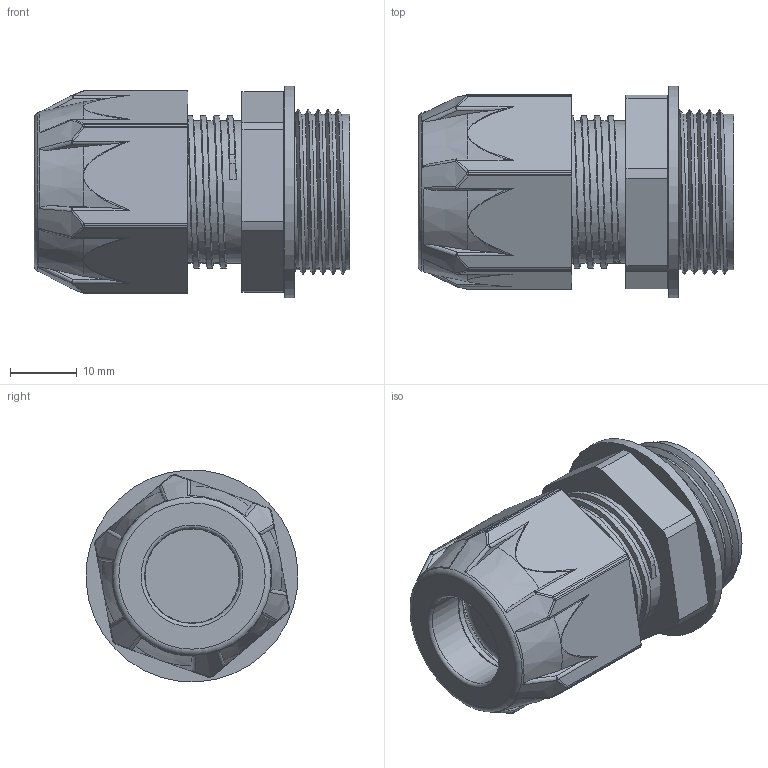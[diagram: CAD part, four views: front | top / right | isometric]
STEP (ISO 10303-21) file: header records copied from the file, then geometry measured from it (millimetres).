
FILE_DESCRIPTION(/* description */ ('Euro-Top-X-4.Generation M25x1,5, Ex e'),/* implementation_level */ '2;1');
FILE_NAME(/* name */ '85080522M25X4HISI-RST.stp',/* time_stamp */ '2021-05-03T14:58:15+02:00',/* author */ ('sl'),/* organization */ (''),/* preprocessor_version */ 'ST-DEVELOPER v16.5',/* originating_system */ 'Autodesk Inventor 2017',/* authorisation */ '');
FILE_SCHEMA (('AUTOMOTIVE_DESIGN { 1 0 10303 214 3 1 1 }'));
Length unit declared in the file: millimetre
Products named in the file (6): 85080522M25X4HISI; 85080522M25X4HI; 85080522M25X4HISI_1; 85080522M25X4HI_1; 85080522M25X4HISI_2; 85080522M32X4HI
Assembly tree (5 placements, depth 2):
  85080522M25X4HISI
    85080522M25X4HI
    85080522M25X4HISI_1
    85080522M25X4HI_1
    85080522M25X4HISI_2
    85080522M32X4HI
Bounding box: 47.41 x 31.78 x 31.78 mm (x, y, z)
Volume: 9125.9 mm3; surface area: 14383.5 mm2
Topology: 4 solids, 5 shells, 366 faces, 974 edges, 614 vertices
Faces by surface type: plane 122, cylinder 115, bspline 54, torus 30, sphere 24, cone 21
Full cylindrical faces by diameter (mm): 14.12 x1, 14.3 x2, 14.47 x1, 14.8 x1, 17.8 x1, 18.23 x1, 18.4 x1, 18.69 x1, 19.32 x1, 20 x1, 21.39 x5, 21.7 x5, 23.222 x6, 23.358 x6, 23.74 x1, 31.83 x1
Entity records: 15448 total; most frequent: CARTESIAN_POINT 6930, ORIENTED_EDGE 1736, DIRECTION 1674, EDGE_CURVE 868, AXIS2_PLACEMENT_3D 689, VERTEX_POINT 568, EDGE_LOOP 394, CIRCLE 382
